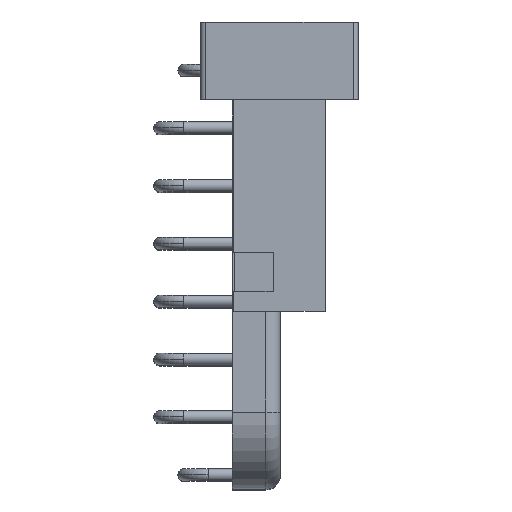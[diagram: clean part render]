
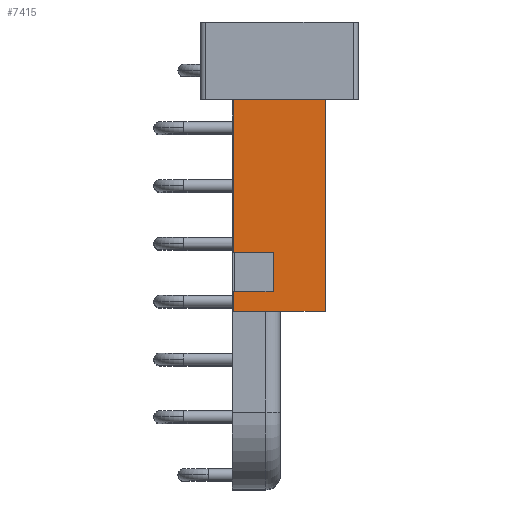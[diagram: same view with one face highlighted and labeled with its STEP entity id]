
A CAD part, top view. The second image highlights one B-rep face of the part: STEP entity #7415.
In plain terms, the highlighted face is planar.
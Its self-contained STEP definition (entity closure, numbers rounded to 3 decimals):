
#1622 = EDGE_LOOP ( 'NONE', ( #8276, #8277, #8275, #8278, #8279, #8280, #8281, #8283 ) ) ;
#3911 = VECTOR ( 'NONE', #5647, 1000. ) ;
#3918 = VECTOR ( 'NONE', #8349, 1000. ) ;
#3927 = VECTOR ( 'NONE', #8376, 1000. ) ;
#3929 = VECTOR ( 'NONE', #8382, 1000. ) ;
#3930 = VECTOR ( 'NONE', #8385, 1000. ) ;
#3931 = VECTOR ( 'NONE', #8388, 1000. ) ;
#3933 = VECTOR ( 'NONE', #8391, 1000. ) ;
#3934 = VECTOR ( 'NONE', #8394, 1000. ) ;
#4727 = VERTEX_POINT ( 'NONE', #6689 ) ;
#4728 = VERTEX_POINT ( 'NONE', #6690 ) ;
#4729 = VERTEX_POINT ( 'NONE', #6691 ) ;
#4730 = VERTEX_POINT ( 'NONE', #6692 ) ;
#4731 = VERTEX_POINT ( 'NONE', #6693 ) ;
#4737 = VERTEX_POINT ( 'NONE', #6699 ) ;
#4739 = VERTEX_POINT ( 'NONE', #6701 ) ;
#4740 = VERTEX_POINT ( 'NONE', #6702 ) ;
#5453 = PLANE ( 'NONE',  #7284 ) ;
#5454 = CARTESIAN_POINT ( 'NONE',  ( -9.5, 44., -9.5 ) ) ;
#5455 = DIRECTION ( 'NONE',  ( 1., 0., 0. ) ) ;
#5456 = DIRECTION ( 'NONE',  ( 0., 0., -1. ) ) ;
#5645 = LINE ( 'NONE', #5646, #3911 ) ;
#5646 = CARTESIAN_POINT ( 'NONE',  ( -9.5, 44., 9.5 ) ) ;
#5647 = DIRECTION ( 'NONE',  ( 0., -1., 0. ) ) ;
#6689 = CARTESIAN_POINT ( 'NONE',  ( -9.5, 44., 9.5 ) ) ;
#6690 = CARTESIAN_POINT ( 'NONE',  ( -9.5, 40., 9.5 ) ) ;
#6691 = CARTESIAN_POINT ( 'NONE',  ( -9.5, 40., 1.3 ) ) ;
#6692 = CARTESIAN_POINT ( 'NONE',  ( -9.5, 31.8, 1.3 ) ) ;
#6693 = CARTESIAN_POINT ( 'NONE',  ( -9.5, 44., -9.5 ) ) ;
#6699 = CARTESIAN_POINT ( 'NONE',  ( -9.5, 0., -9.5 ) ) ;
#6701 = CARTESIAN_POINT ( 'NONE',  ( -9.5, 0., 9.5 ) ) ;
#6702 = CARTESIAN_POINT ( 'NONE',  ( -9.5, 31.8, 9.5 ) ) ;
#7280 = FACE_OUTER_BOUND ( 'NONE', #1622, .T. ) ;
#7284 = AXIS2_PLACEMENT_3D ( 'NONE', #5454, #5455, #5456 ) ;
#7415 = ADVANCED_FACE ( 'NONE', ( #7280 ), #5453, .F. ) ;
#7476 = EDGE_CURVE ( 'NONE', #4740, #4739, #5645, .T. ) ;
#7483 = EDGE_CURVE ( 'NONE', #4737, #4739, #8347, .T. ) ;
#7492 = EDGE_CURVE ( 'NONE', #4731, #4737, #8374, .T. ) ;
#7494 = EDGE_CURVE ( 'NONE', #4730, #4740, #8380, .T. ) ;
#7495 = EDGE_CURVE ( 'NONE', #4729, #4730, #8383, .T. ) ;
#7496 = EDGE_CURVE ( 'NONE', #4728, #4729, #8386, .T. ) ;
#7497 = EDGE_CURVE ( 'NONE', #4727, #4728, #8389, .T. ) ;
#7498 = EDGE_CURVE ( 'NONE', #4731, #4727, #8392, .T. ) ;
#8275 = ORIENTED_EDGE ( 'NONE', *, *, #7495, .F. ) ;
#8276 = ORIENTED_EDGE ( 'NONE', *, *, #7476, .F. ) ;
#8277 = ORIENTED_EDGE ( 'NONE', *, *, #7494, .F. ) ;
#8278 = ORIENTED_EDGE ( 'NONE', *, *, #7496, .F. ) ;
#8279 = ORIENTED_EDGE ( 'NONE', *, *, #7497, .F. ) ;
#8280 = ORIENTED_EDGE ( 'NONE', *, *, #7498, .F. ) ;
#8281 = ORIENTED_EDGE ( 'NONE', *, *, #7492, .T. ) ;
#8283 = ORIENTED_EDGE ( 'NONE', *, *, #7483, .T. ) ;
#8347 = LINE ( 'NONE', #8348, #3918 ) ;
#8348 = CARTESIAN_POINT ( 'NONE',  ( -9.5, 0., -9.5 ) ) ;
#8349 = DIRECTION ( 'NONE',  ( 0., 0., 1. ) ) ;
#8374 = LINE ( 'NONE', #8375, #3927 ) ;
#8375 = CARTESIAN_POINT ( 'NONE',  ( -9.5, 44., -9.5 ) ) ;
#8376 = DIRECTION ( 'NONE',  ( 0., -1., 0. ) ) ;
#8380 = LINE ( 'NONE', #8381, #3929 ) ;
#8381 = CARTESIAN_POINT ( 'NONE',  ( -9.5, 31.8, 1.3 ) ) ;
#8382 = DIRECTION ( 'NONE',  ( 0., 0., 1. ) ) ;
#8383 = LINE ( 'NONE', #8384, #3930 ) ;
#8384 = CARTESIAN_POINT ( 'NONE',  ( -9.5, 40., 1.3 ) ) ;
#8385 = DIRECTION ( 'NONE',  ( 0., -1., 0. ) ) ;
#8386 = LINE ( 'NONE', #8387, #3931 ) ;
#8387 = CARTESIAN_POINT ( 'NONE',  ( -9.5, 40., 9.5 ) ) ;
#8388 = DIRECTION ( 'NONE',  ( 0., 0., -1. ) ) ;
#8389 = LINE ( 'NONE', #8390, #3933 ) ;
#8390 = CARTESIAN_POINT ( 'NONE',  ( -9.5, 44., 9.5 ) ) ;
#8391 = DIRECTION ( 'NONE',  ( 0., -1., 0. ) ) ;
#8392 = LINE ( 'NONE', #8393, #3934 ) ;
#8393 = CARTESIAN_POINT ( 'NONE',  ( -9.5, 44., -9.5 ) ) ;
#8394 = DIRECTION ( 'NONE',  ( 0., 0., 1. ) ) ;
